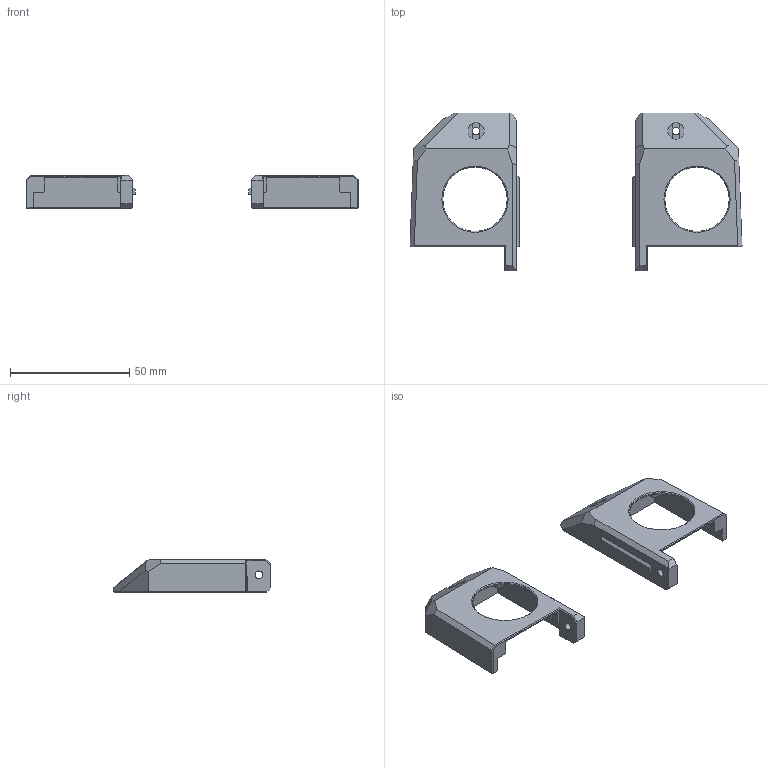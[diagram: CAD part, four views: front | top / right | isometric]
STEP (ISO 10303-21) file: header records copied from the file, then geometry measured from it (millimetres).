
FILE_DESCRIPTION(/* description */ ('STEP AP242','CAx-IF Rec.Pracs.---Representation and Presentation of Product Manufacturing Information (PMI)---4.0---2014-10-13','CAx-IF Rec.Pracs.---3D Tessellated Geometry---0.4---2014-09-14','2;1'),/* implementation_level */ '2;1');
FILE_NAME(/* name */ '67799d3b7e102673763a1ea8',/* time_stamp */ '2025-01-04T20:42:35Z',/* author */ (''),/* organization */ (''),/* preprocessor_version */ 'ST-DEVELOPER v20',/* originating_system */ 'ONSHAPE BY PTC INC, 1.191',/* authorisation */ ' ');
FILE_SCHEMA (('AP242_MANAGED_MODEL_BASED_3D_ENGINEERING_MIM_LF { 1 0 10303 442 1 1 4 }'));
Length unit declared in the file: metre
Products named in the file (2): 4010_Bed_mount_R; 4010_Bed_mount_L
Bounding box: 139.37 x 66.1 x 14 mm (x, y, z)
Volume: 17822.4 mm3; surface area: 14949.3 mm2
Topology: 2 solids, 2 shells, 204 faces, 512 edges, 324 vertices
Faces by surface type: plane 156, cylinder 26, cone 22
Full cylindrical faces by diameter (mm): 1.9 x8, 3.2 x4, 7 x2, 27 x2
Entity records: 5893 total; most frequent: CARTESIAN_POINT 1010, DIRECTION 974, ORIENTED_EDGE 964, EDGE_CURVE 482, LINE 402, VECTOR 402, VERTEX_POINT 322, AXIS2_PLACEMENT_3D 286
